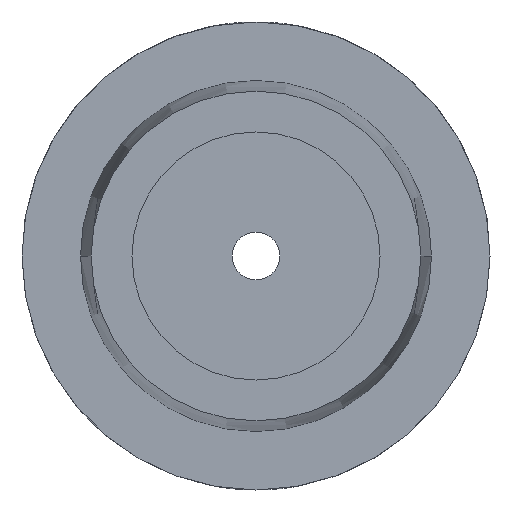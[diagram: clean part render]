
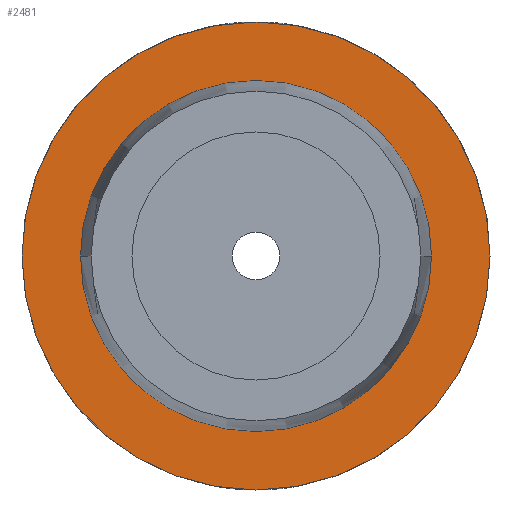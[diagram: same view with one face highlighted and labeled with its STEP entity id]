
A CAD part, left-side view. The second image highlights one B-rep face of the part: STEP entity #2481.
In plain terms, the highlighted planar face has unit normal (-1, 0, 0).
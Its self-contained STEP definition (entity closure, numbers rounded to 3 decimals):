
#772=CARTESIAN_POINT('',(0.,0.,0.));
#773=DIRECTION('',(1.,0.,0.));
#774=DIRECTION('',(0.,1.,0.));
#775=AXIS2_PLACEMENT_3D('',#772,#773,#774);
#794=CARTESIAN_POINT('',(0.,0.,0.));
#795=DIRECTION('',(-1.,0.,0.));
#796=DIRECTION('',(0.,1.,0.));
#797=AXIS2_PLACEMENT_3D('',#794,#795,#796);
#802=CARTESIAN_POINT('',(0.,0.,0.));
#803=DIRECTION('',(1.,0.,0.));
#804=DIRECTION('',(0.,1.,0.));
#805=AXIS2_PLACEMENT_3D('',#802,#803,#804);
#810=CARTESIAN_POINT('',(0.,0.,0.));
#811=DIRECTION('',(-1.,0.,0.));
#812=DIRECTION('',(0.,1.,0.));
#813=AXIS2_PLACEMENT_3D('',#810,#811,#812);
#1569=CARTESIAN_POINT('',(0.,50.,0.));
#1571=VERTEX_POINT('',#1569);
#1577=CARTESIAN_POINT('',(0.,-50.,0.));
#1579=VERTEX_POINT('',#1577);
#1744=CARTESIAN_POINT('',(0.,37.507,0.));
#1745=VERTEX_POINT('',#1744);
#1746=CARTESIAN_POINT('',(0.,-37.507,0.));
#1747=VERTEX_POINT('',#1746);
#2466=CARTESIAN_POINT('',(0.,0.,0.));
#2467=DIRECTION('',(1.,0.,0.));
#2468=DIRECTION('',(0.,-1.,0.));
#2469=AXIS2_PLACEMENT_3D('',#2466,#2467,#2468);
#2470=PLANE('',#2469);
#2472=ORIENTED_EDGE('',*,*,#2471,.T.);
#2474=ORIENTED_EDGE('',*,*,#2473,.F.);
#2475=EDGE_LOOP('',(#2472,#2474));
#2476=FACE_OUTER_BOUND('',#2475,.F.);
#2477=ORIENTED_EDGE('',*,*,#2461,.T.);
#2478=ORIENTED_EDGE('',*,*,#2445,.F.);
#2479=EDGE_LOOP('',(#2477,#2478));
#2480=FACE_BOUND('',#2479,.F.);
#776=CIRCLE('',#775,37.507);
#798=CIRCLE('',#797,37.507);
#806=CIRCLE('',#805,50.);
#814=CIRCLE('',#813,50.);
#2445=EDGE_CURVE('',#1745,#1747,#776,.T.);
#2461=EDGE_CURVE('',#1745,#1747,#798,.T.);
#2471=EDGE_CURVE('',#1571,#1579,#806,.T.);
#2473=EDGE_CURVE('',#1571,#1579,#814,.T.);
#2481=ADVANCED_FACE('',(#2476,#2480),#2470,.F.);
